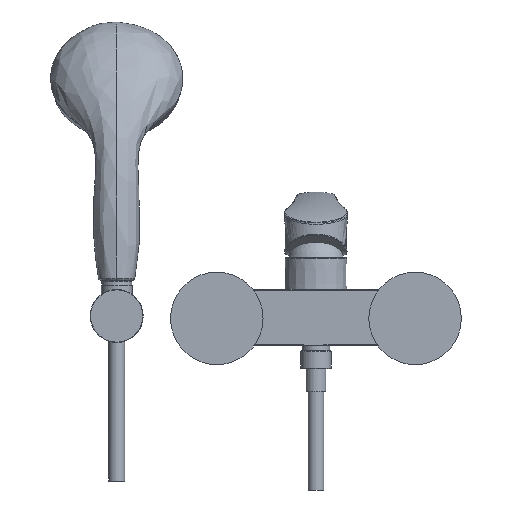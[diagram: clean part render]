
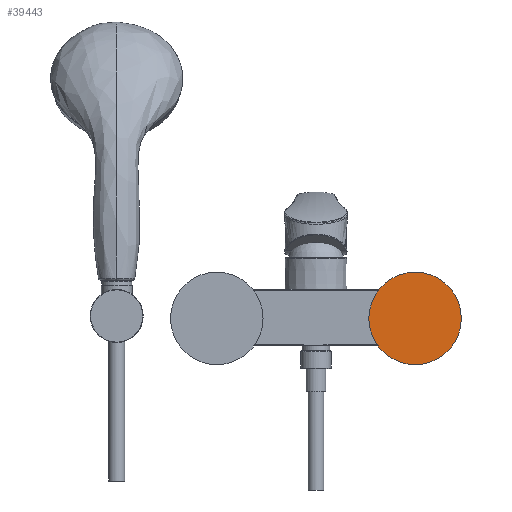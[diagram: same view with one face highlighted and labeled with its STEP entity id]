
A CAD part, left-side view. The second image highlights one B-rep face of the part: STEP entity #39443.
In plain terms, the highlighted planar face has unit normal (-1, 0, 0).
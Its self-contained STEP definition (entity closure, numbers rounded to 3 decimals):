
#10418=PLANE('',#43474);
#11769=ORIENTED_EDGE('',*,*,#21503,.T.);
#21503=EDGE_CURVE('',#28152,#28152,#33290,.T.);
#28152=VERTEX_POINT('',#54211);
#33290=CIRCLE('',#43472,35.);
#34082=EDGE_LOOP('',(#11769));
#36749=FACE_BOUND('',#34082,.T.);
#39443=ADVANCED_FACE('',(#36749),#10418,.T.);
#43472=AXIS2_PLACEMENT_3D('',#54210,#45864,#45865);
#43474=AXIS2_PLACEMENT_3D('',#54213,#45868,#45869);
#45864=DIRECTION('',(-1.,0.,0.));
#45865=DIRECTION('',(0.,0.,-1.));
#45868=DIRECTION('',(-1.,0.,0.));
#45869=DIRECTION('',(0.,0.,1.));
#54210=CARTESIAN_POINT('',(-55.41,-75.,-1.091));
#54211=CARTESIAN_POINT('',(-55.41,-75.,-36.091));
#54213=CARTESIAN_POINT('',(-55.41,-75.,-1.091));
